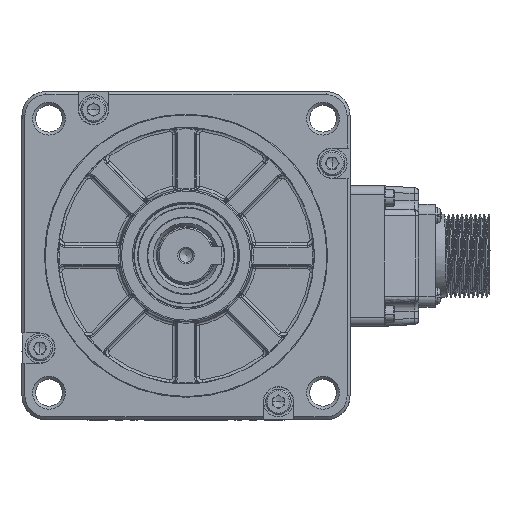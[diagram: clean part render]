
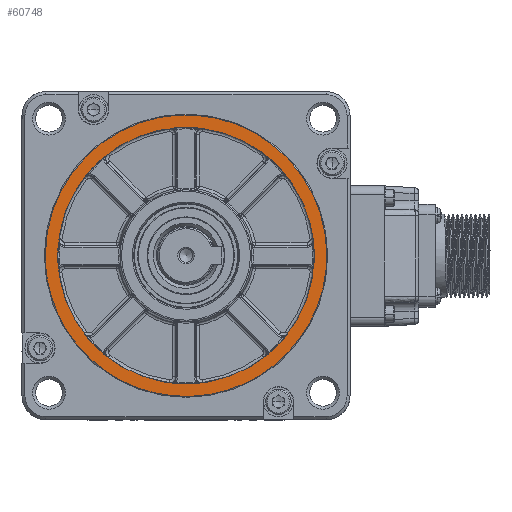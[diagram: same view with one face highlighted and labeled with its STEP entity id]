
A CAD part, top view. The second image highlights one B-rep face of the part: STEP entity #60748.
In plain terms, the highlighted planar face has unit normal (0, 0, 1).
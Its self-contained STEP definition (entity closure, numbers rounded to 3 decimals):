
#60407=CARTESIAN_POINT('',(-65.384,463.61,35.));
#60408=VERTEX_POINT('',#60407);
#60418=CARTESIAN_POINT('',(-65.384,463.61,35.));
#60419=CARTESIAN_POINT('',(-65.384,510.81,35.));
#60420=CARTESIAN_POINT('',(-18.184,510.81,35.));
#60421=CARTESIAN_POINT('',(29.016,510.81,35.));
#60422=CARTESIAN_POINT('',(29.016,463.61,35.));
#60423=CARTESIAN_POINT('',(29.016,458.961,35.));
#60424=CARTESIAN_POINT('',(28.109,454.401,35.));
#60425=CARTESIAN_POINT('',(27.202,449.842,35.));
#60426=CARTESIAN_POINT('',(25.423,445.547,35.));
#60427=CARTESIAN_POINT('',(23.644,441.252,35.));
#60428=CARTESIAN_POINT('',(21.061,437.387,35.));
#60429=CARTESIAN_POINT('',(18.479,433.521,35.));
#60430=CARTESIAN_POINT('',(15.191,430.234,35.));
#60431=CARTESIAN_POINT('',(11.904,426.947,35.));
#60432=CARTESIAN_POINT('',(8.039,424.364,35.));
#60433=CARTESIAN_POINT('',(4.174,421.782,35.));
#60434=CARTESIAN_POINT('',(-0.121,420.003,35.));
#60435=CARTESIAN_POINT('',(-4.416,418.224,35.));
#60436=CARTESIAN_POINT('',(-8.976,417.317,35.));
#60437=CARTESIAN_POINT('',(-13.535,416.41,35.));
#60438=CARTESIAN_POINT('',(-18.184,416.41,35.));
#60439=CARTESIAN_POINT('',(-22.833,416.41,35.));
#60440=CARTESIAN_POINT('',(-27.392,417.317,35.));
#60441=CARTESIAN_POINT('',(-31.952,418.224,35.));
#60442=CARTESIAN_POINT('',(-36.247,420.003,35.));
#60443=CARTESIAN_POINT('',(-40.542,421.782,35.));
#60444=CARTESIAN_POINT('',(-44.407,424.364,35.));
#60445=CARTESIAN_POINT('',(-48.272,426.947,35.));
#60446=CARTESIAN_POINT('',(-51.559,430.234,35.));
#60447=CARTESIAN_POINT('',(-54.847,433.521,35.));
#60448=CARTESIAN_POINT('',(-57.429,437.387,35.));
#60449=CARTESIAN_POINT('',(-60.012,441.252,35.));
#60450=CARTESIAN_POINT('',(-61.791,445.547,35.));
#60451=CARTESIAN_POINT('',(-63.57,449.842,35.));
#60452=CARTESIAN_POINT('',(-64.477,454.401,35.));
#60453=CARTESIAN_POINT('',(-65.384,458.961,35.));
#60454=CARTESIAN_POINT('',(-65.384,463.61,35.));
#60455=(BOUNDED_CURVE()B_SPLINE_CURVE(2,(#60418,#60419,#60420,#60421,#60422,#60423,#60424,#60425,#60426,#60427,#60428,#60429,#60430,#60431,#60432,#60433,#60434,#60435,#60436,#60437,#60438,#60439,#60440,#60441,#60442,#60443,#60444,#60445,#60446,#60447,#60448,#60449,#60450,#60451,#60452,#60453,#60454),.UNSPECIFIED.,.T.,.U.)B_SPLINE_CURVE_WITH_KNOTS((3,2,2,2,2,2,2,2,2,2,2,2,2,2,2,2,2,2,3),(0.,0.5,1.,1.07,1.139,1.209,1.279,1.348,1.418,1.488,1.557,1.627,1.696,1.766,1.836,1.905,1.975,2.045,2.114),.UNSPECIFIED.)CURVE()GEOMETRIC_REPRESENTATION_ITEM()RATIONAL_B_SPLINE_CURVE((1.,0.707,1.,0.707,1.,1.,1.,1.,1.,1.,1.,1.,1.,1.,1.,1.,1.,1.,1.,1.,1.,1.,1.,1.,1.,1.,1.,1.,1.,1.,1.,1.,1.,1.,1.,1.,1.))REPRESENTATION_ITEM(''));
#60456=EDGE_CURVE('',#60408,#60408,#60455,.T.);
#60691=CARTESIAN_POINT('',(-18.184,463.61,35.));
#60692=DIRECTION('',(1.,0.,0.));
#60693=DIRECTION('',(0.,0.,1.));
#60694=AXIS2_PLACEMENT_3D('',#60691,#60693,#60692);
#60695=PLANE('',#60694);
#60696=ORIENTED_EDGE('',*,*,#60456,.F.);
#60697=EDGE_LOOP('',(#60696));
#60698=FACE_OUTER_BOUND('',#60697,.T.);
#60699=CARTESIAN_POINT('',(-61.184,463.61,35.));
#60700=VERTEX_POINT('',#60699);
#60701=CARTESIAN_POINT('',(24.816,463.61,35.));
#60702=VERTEX_POINT('',#60701);
#60703=CARTESIAN_POINT('',(-61.184,463.61,35.));
#60704=CARTESIAN_POINT('',(-61.184,467.845,35.));
#60705=CARTESIAN_POINT('',(-60.358,471.999,35.));
#60706=CARTESIAN_POINT('',(-59.532,476.152,35.));
#60707=CARTESIAN_POINT('',(-57.911,480.065,35.));
#60708=CARTESIAN_POINT('',(-56.29,483.978,35.));
#60709=CARTESIAN_POINT('',(-53.937,487.499,35.));
#60710=CARTESIAN_POINT('',(-51.584,491.021,35.));
#60711=CARTESIAN_POINT('',(-48.59,494.015,35.));
#60712=CARTESIAN_POINT('',(-45.595,497.01,35.));
#60713=CARTESIAN_POINT('',(-42.074,499.363,35.));
#60714=CARTESIAN_POINT('',(-38.552,501.716,35.));
#60715=CARTESIAN_POINT('',(-34.639,503.336,35.));
#60716=CARTESIAN_POINT('',(-30.727,504.957,35.));
#60717=CARTESIAN_POINT('',(-26.573,505.783,35.));
#60718=CARTESIAN_POINT('',(-22.419,506.61,35.));
#60719=CARTESIAN_POINT('',(-18.184,506.61,35.));
#60720=CARTESIAN_POINT('',(-13.949,506.61,35.));
#60721=CARTESIAN_POINT('',(-9.795,505.783,35.));
#60722=CARTESIAN_POINT('',(-5.641,504.957,35.));
#60723=CARTESIAN_POINT('',(-1.729,503.336,35.));
#60724=CARTESIAN_POINT('',(2.184,501.716,35.));
#60725=CARTESIAN_POINT('',(5.705,499.363,35.));
#60726=CARTESIAN_POINT('',(9.227,497.01,35.));
#60727=CARTESIAN_POINT('',(12.222,494.015,35.));
#60728=CARTESIAN_POINT('',(15.216,491.021,35.));
#60729=CARTESIAN_POINT('',(17.569,487.499,35.));
#60730=CARTESIAN_POINT('',(19.922,483.978,35.));
#60731=CARTESIAN_POINT('',(21.543,480.065,35.));
#60732=CARTESIAN_POINT('',(23.163,476.152,35.));
#60733=CARTESIAN_POINT('',(23.99,471.999,35.));
#60734=CARTESIAN_POINT('',(24.816,467.845,35.));
#60735=CARTESIAN_POINT('',(24.816,463.61,35.));
#60736=B_SPLINE_CURVE_WITH_KNOTS('',2,(#60703,#60704,#60705,#60706,#60707,#60708,#60709,#60710,#60711,#60712,#60713,#60714,#60715,#60716,#60717,#60718,#60719,#60720,#60721,#60722,#60723,#60724,#60725,#60726,#60727,#60728,#60729,#60730,#60731,#60732,#60733,#60734,#60735),.UNSPECIFIED.,.F.,.U.,(3,2,2,2,2,2,2,2,2,2,2,2,2,2,2,2,3),(0.5,0.531,0.563,0.594,0.625,0.656,0.688,0.719,0.75,0.781,0.813,0.844,0.875,0.906,0.938,0.969,1.),.UNSPECIFIED.);
#60737=EDGE_CURVE('',#60700,#60702,#60736,.T.);
#60738=ORIENTED_EDGE('',*,*,#60737,.T.);
#60739=CARTESIAN_POINT('',(-18.184,463.61,35.));
#60740=DIRECTION('',(1.,0.,0.));
#60741=DIRECTION('',(0.,0.,-1.));
#60742=AXIS2_PLACEMENT_3D('',#60739,#60741,#60740);
#60743=CIRCLE('',#60742,43.);
#60744=EDGE_CURVE('',#60702,#60700,#60743,.T.);
#60745=ORIENTED_EDGE('',*,*,#60744,.T.);
#60746=EDGE_LOOP('',(#60738,#60745));
#60747=FACE_BOUND('',#60746,.T.);
#60748=ADVANCED_FACE('',(#60698,#60747),#60695,.T.);
